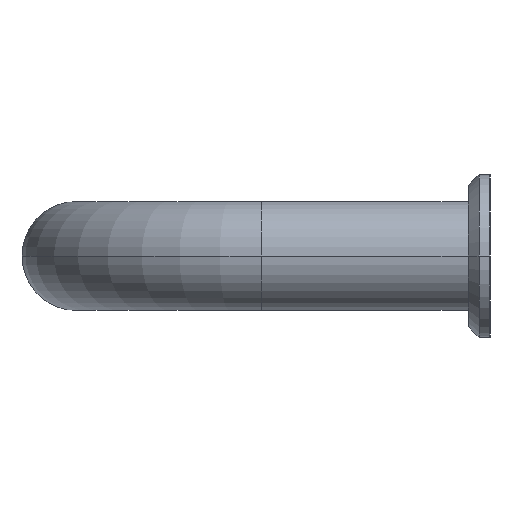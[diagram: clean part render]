
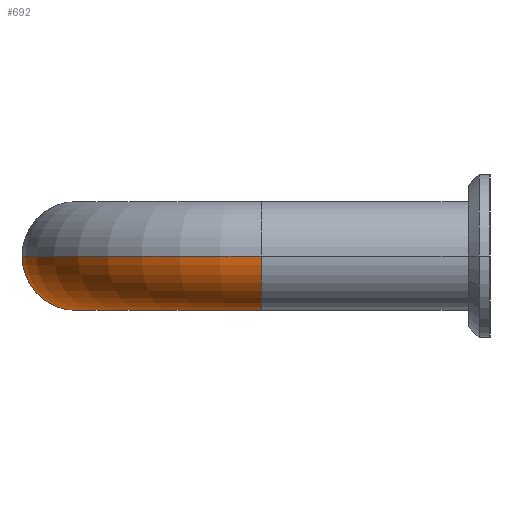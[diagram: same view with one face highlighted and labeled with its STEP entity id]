
A CAD part, left-side view. The second image highlights one B-rep face of the part: STEP entity #692.
In plain terms, the highlighted toroidal (fillet/blend) face has major radius 17 mm and minor radius 5 mm.
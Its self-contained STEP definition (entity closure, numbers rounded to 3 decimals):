
#406=VERTEX_POINT('',#923);
#416=EDGE_CURVE('',#528,#432,#934,.T.);
#432=VERTEX_POINT('',#952);
#466=EDGE_CURVE('',#610,#406,#989,.T.);
#472=VERTEX_POINT('',#995);
#474=EDGE_CURVE('',#432,#406,#997,.T.);
#494=EDGE_CURVE('',#472,#528,#1019,.T.);
#496=EDGE_CURVE('',#610,#472,#1021,.T.);
#528=VERTEX_POINT('',#1056);
#610=VERTEX_POINT('',#1146);
#692=ADVANCED_FACE('',(#1246),#1247,.T.);
#923=CARTESIAN_POINT('',(-5.0,21.0,0.));
#934=CIRCLE('',#1555,5.0);
#952=CARTESIAN_POINT('',(17.0,43.0,0.));
#989=CIRCLE('',#1629,5.0);
#995=CARTESIAN_POINT('',(17.0,33.0,0.));
#997=CIRCLE('',#1639,22.0);
#1019=CIRCLE('',#1667,5.0);
#1021=CIRCLE('',#1670,12.0);
#1056=CARTESIAN_POINT('',(17.0,38.0,-5.0));
#1146=CARTESIAN_POINT('',(5.0,21.0,0.0));
#1246=FACE_OUTER_BOUND('',#1950,.T.);
#1247=TOROIDAL_SURFACE('',#1951,17.0,5.0);
#1555=AXIS2_PLACEMENT_3D('',#2242,#2243,#2244);
#1629=AXIS2_PLACEMENT_3D('',#2304,#2305,#2306);
#1639=AXIS2_PLACEMENT_3D('',#2310,#2311,#2312);
#1667=AXIS2_PLACEMENT_3D('',#2331,#2332,#2333);
#1670=AXIS2_PLACEMENT_3D('',#2334,#2335,#2336);
#1950=EDGE_LOOP('',(#2614,#2615,#2616,#2617,#2618));
#1951=AXIS2_PLACEMENT_3D('',#2619,#2620,#2621);
#2242=CARTESIAN_POINT('',(17.0,38.0,0.0));
#2243=DIRECTION('',(1.0,0.0,0.0));
#2244=DIRECTION('',(0.0,1.0,0.0));
#2304=CARTESIAN_POINT('',(0.0,21.0,0.0));
#2305=DIRECTION('',(-0.0,1.0,0.0));
#2306=DIRECTION('',(1.0,0.0,0.0));
#2310=CARTESIAN_POINT('',(17.0,21.0,0.));
#2311=DIRECTION('',(0.0,0.0,1.0));
#2312=DIRECTION('',(1.0,0.0,0.0));
#2331=CARTESIAN_POINT('',(17.0,38.0,0.0));
#2332=DIRECTION('',(1.0,0.0,0.0));
#2333=DIRECTION('',(0.0,1.0,0.0));
#2334=CARTESIAN_POINT('',(17.0,21.0,0.));
#2335=DIRECTION('',(0.0,0.0,-1.0));
#2336=DIRECTION('',(1.0,0.0,0.0));
#2614=ORIENTED_EDGE('',*,*,#474,.F.);
#2615=ORIENTED_EDGE('',*,*,#416,.F.);
#2616=ORIENTED_EDGE('',*,*,#494,.F.);
#2617=ORIENTED_EDGE('',*,*,#496,.F.);
#2618=ORIENTED_EDGE('',*,*,#466,.T.);
#2619=CARTESIAN_POINT('',(17.0,21.0,0.0));
#2620=DIRECTION('',(0.0,0.0,1.0));
#2621=DIRECTION('',(1.0,0.0,0.0));
